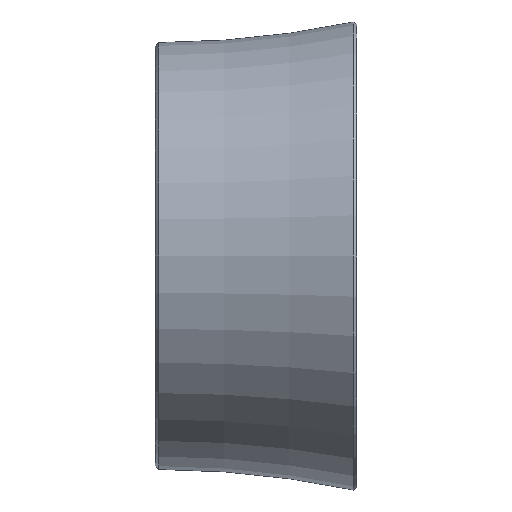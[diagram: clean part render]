
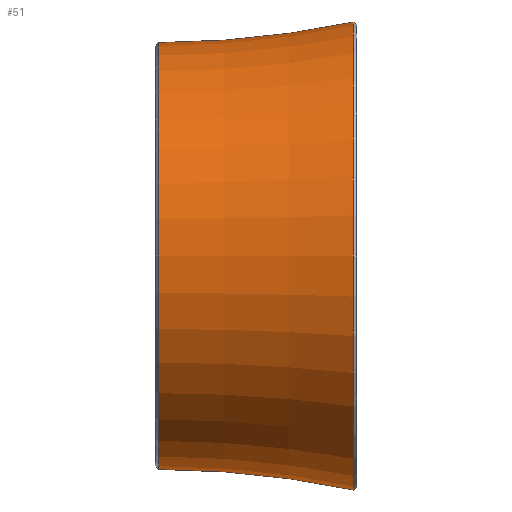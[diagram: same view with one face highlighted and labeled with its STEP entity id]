
A CAD part, left-side view. The second image highlights one B-rep face of the part: STEP entity #51.
In plain terms, the highlighted toroidal (fillet/blend) face has major radius 87.403 mm and minor radius 71.528 mm.
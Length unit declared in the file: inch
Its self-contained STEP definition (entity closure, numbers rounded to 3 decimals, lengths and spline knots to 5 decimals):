
#6 = CARTESIAN_POINT ( 'NONE',  ( 0., 0.57998, 0.62502 ) ) ;
#11 = EDGE_CURVE ( 'NONE', #242, #114, #188, .T. ) ;
#49 = DIRECTION ( 'NONE',  ( 0., -1., 0. ) ) ;
#51 = ADVANCED_FACE ( 'NONE', ( #172 ), #132, .F. ) ;
#77 = VERTEX_POINT ( 'NONE', #208 ) ;
#80 = CIRCLE ( 'NONE', #368, 0.62502 ) ;
#82 = DIRECTION ( 'NONE',  ( -1., 0., 0. ) ) ;
#83 = EDGE_CURVE ( 'NONE', #242, #77, #389, .T. ) ;
#89 = EDGE_CURVE ( 'NONE', #77, #270, #356, .T. ) ;
#113 = DIRECTION ( 'NONE',  ( 0., 1., 0. ) ) ;
#114 = VERTEX_POINT ( 'NONE', #169 ) ;
#116 = DIRECTION ( 'NONE',  ( 0., 0., 1. ) ) ;
#119 = EDGE_LOOP ( 'NONE', ( #287, #141, #385, #128 ) ) ;
#128 = ORIENTED_EDGE ( 'NONE', *, *, #11, .F. ) ;
#132 = TOROIDAL_SURFACE ( 'NONE', #337, 3.44105, 2.81605 ) ;
#133 = EDGE_CURVE ( 'NONE', #270, #114, #80, .T. ) ;
#141 = ORIENTED_EDGE ( 'NONE', *, *, #89, .T. ) ;
#169 = CARTESIAN_POINT ( 'NONE',  ( 0., 0.57998, -0.62502 ) ) ;
#172 = FACE_OUTER_BOUND ( 'NONE', #119, .T. ) ;
#174 = DIRECTION ( 'NONE',  ( 0., 0., 1. ) ) ;
#179 = CARTESIAN_POINT ( 'NONE',  ( 0., 0.59, 3.44105 ) ) ;
#188 = CIRCLE ( 'NONE', #235, 2.81605 ) ;
#207 = CARTESIAN_POINT ( 'NONE',  ( 0., 0.59, 0. ) ) ;
#208 = CARTESIAN_POINT ( 'NONE',  ( 0., 0.0098, 0.68542 ) ) ;
#210 = DIRECTION ( 'NONE',  ( 1., 0., 0. ) ) ;
#229 = DIRECTION ( 'NONE',  ( 0., -1., 0. ) ) ;
#235 = AXIS2_PLACEMENT_3D ( 'NONE', #323, #82, #174 ) ;
#242 = VERTEX_POINT ( 'NONE', #396 ) ;
#252 = AXIS2_PLACEMENT_3D ( 'NONE', #179, #210, #362 ) ;
#266 = AXIS2_PLACEMENT_3D ( 'NONE', #325, #113, #116 ) ;
#270 = VERTEX_POINT ( 'NONE', #6 ) ;
#287 = ORIENTED_EDGE ( 'NONE', *, *, #83, .T. ) ;
#296 = DIRECTION ( 'NONE',  ( 0., 0., -1. ) ) ;
#323 = CARTESIAN_POINT ( 'NONE',  ( 0., 0.59, -3.44105 ) ) ;
#325 = CARTESIAN_POINT ( 'NONE',  ( 0., 0.0098, 0. ) ) ;
#337 = AXIS2_PLACEMENT_3D ( 'NONE', #207, #49, #296 ) ;
#355 = DIRECTION ( 'NONE',  ( 0., 0., 1. ) ) ;
#356 = CIRCLE ( 'NONE', #252, 2.81605 ) ;
#362 = DIRECTION ( 'NONE',  ( 0., 0., -1. ) ) ;
#368 = AXIS2_PLACEMENT_3D ( 'NONE', #387, #229, #355 ) ;
#385 = ORIENTED_EDGE ( 'NONE', *, *, #133, .T. ) ;
#387 = CARTESIAN_POINT ( 'NONE',  ( 0., 0.57998, 0. ) ) ;
#389 = CIRCLE ( 'NONE', #266, 0.68542 ) ;
#396 = CARTESIAN_POINT ( 'NONE',  ( 0., 0.0098, -0.68542 ) ) ;
